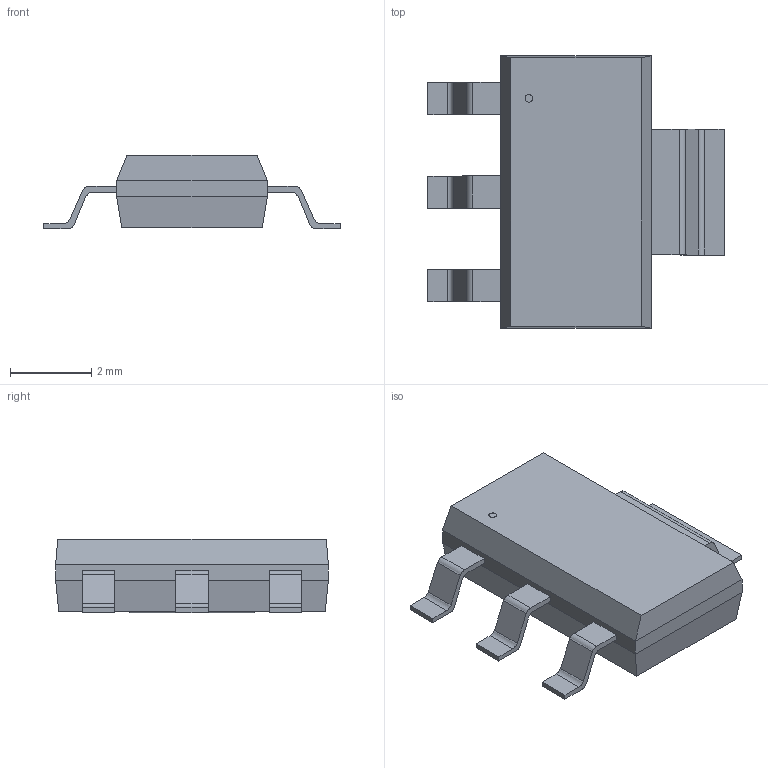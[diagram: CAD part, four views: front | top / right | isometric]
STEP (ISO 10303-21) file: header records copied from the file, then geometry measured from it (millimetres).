
FILE_DESCRIPTION(('STEP AP214'),'1');
FILE_NAME('MP04A-L','2018-03-27T23:14:13',(''),(''),'','','');
FILE_SCHEMA(('AUTOMOTIVE_DESIGN'));
Length unit declared in the file: millimetre
Products named in the file (1): product
Bounding box: 7.29 x 6.71 x 1.81 mm (x, y, z)
Volume: 1.8 mm3; surface area: 110.6 mm2
Topology: 5 solids, 19 shells, 73 faces, 203 edges, 154 vertices
Faces by surface type: plane 56, cylinder 17
Full cylindrical faces by diameter (mm): 0.185 x1
Entity records: 2494 total; most frequent: CARTESIAN_POINT 435, DIRECTION 394, ORIENTED_EDGE 348, VERTEX_POINT 210, EDGE_CURVE 202, LINE 168, VECTOR 168, AXIS2_PLACEMENT_3D 113
